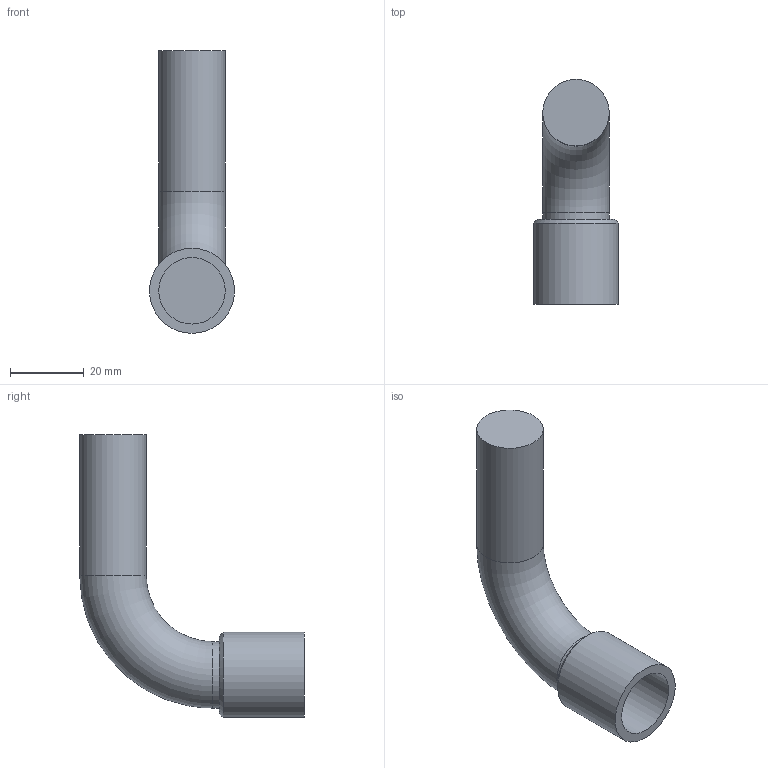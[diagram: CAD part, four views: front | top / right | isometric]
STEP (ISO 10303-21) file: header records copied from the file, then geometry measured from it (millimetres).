
FILE_DESCRIPTION(/* description */ ('Unknown'),/* implementation_level */ '2;1');
FILE_NAME(/* name */ 'F4DN18',/* time_stamp */ '2018-07-06T10:07:08+02:00',/* author */ ('Unknown'),/* organization */ ('Unknown'),/* preprocessor_version */ 'ST-DEVELOPER v16.7',/* originating_system */ 'DEX',/* authorisation */ $);
FILE_SCHEMA (('AUTOMOTIVE_DESIGN {1 0 10303 214 3 1 1}'));
Length unit declared in the file: millimetre
Products named in the file (1): F4DN18
Bounding box: 23 x 60.8 x 76.5 mm (x, y, z)
Volume: 25351.8 mm3; surface area: 8229.1 mm2
Topology: 1 solids, 1 shells, 10 faces, 18 edges, 12 vertices
Faces by surface type: plane 4, cylinder 4, cone 1, torus 1
Full cylindrical faces by diameter (mm): 18 x3, 23 x1
Entity records: 224 total; most frequent: DIRECTION 40, CARTESIAN_POINT 29, AXIS2_PLACEMENT_3D 20, ORIENTED_EDGE 18, EDGE_LOOP 18, FACE_BOUND 18, ADVANCED_FACE 10, EDGE_CURVE 9
